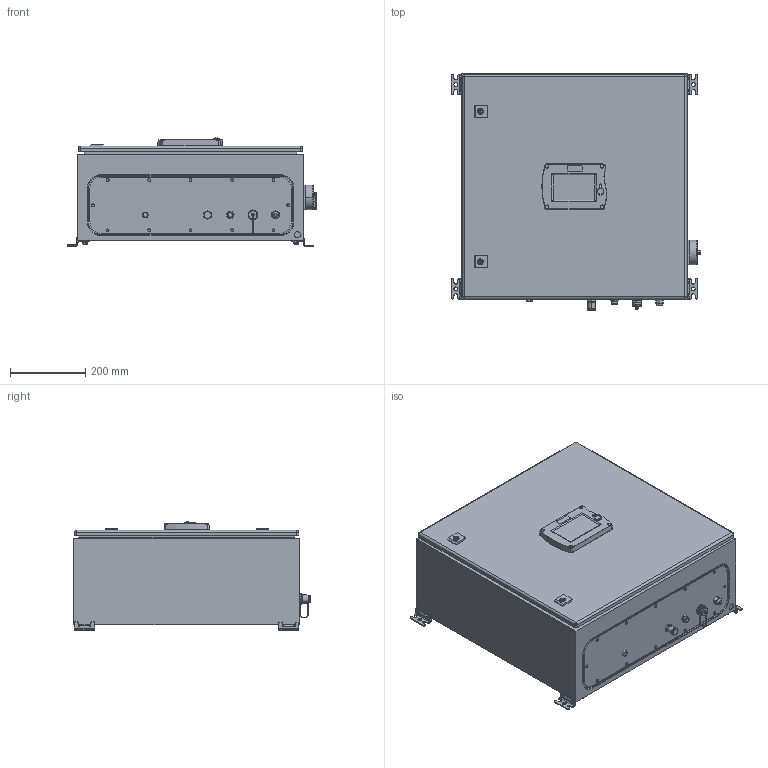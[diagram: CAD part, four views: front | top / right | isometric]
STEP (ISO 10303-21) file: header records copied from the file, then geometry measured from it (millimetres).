
FILE_DESCRIPTION((''),'2;1');
FILE_NAME('S601','2022-03-01T18:34:40',('jj'),(''),'CREO PARAMETRIC BY PTC INC, 2018100','CREO PARAMETRIC BY PTC INC, 2018100','');
FILE_SCHEMA(('CONFIG_CONTROL_DESIGN','SHAPE_APPEARANCE_LAYERS_GROUPS'));
Length unit declared in the file: millimetre
Products named in the file (1): S601
Bounding box: 661.5 x 628.35 x 289.14 mm (x, y, z)
Volume: 90463932.1 mm3; surface area: 1433878.3 mm2
Topology: 1 solids, 11 shells, 921 faces, 2440 edges, 1584 vertices
Faces by surface type: plane 403, cylinder 353, cone 98, torus 40, bspline 14, sphere 9, extrusion 4
Entity records: 31482 total; most frequent: CARTESIAN_POINT 7346, DIRECTION 4870, ORIENTED_EDGE 4862, EDGE_CURVE 2431, AXIS2_PLACEMENT_3D 1832, VERTEX_POINT 1584, VECTOR 1206, LINE 1202
